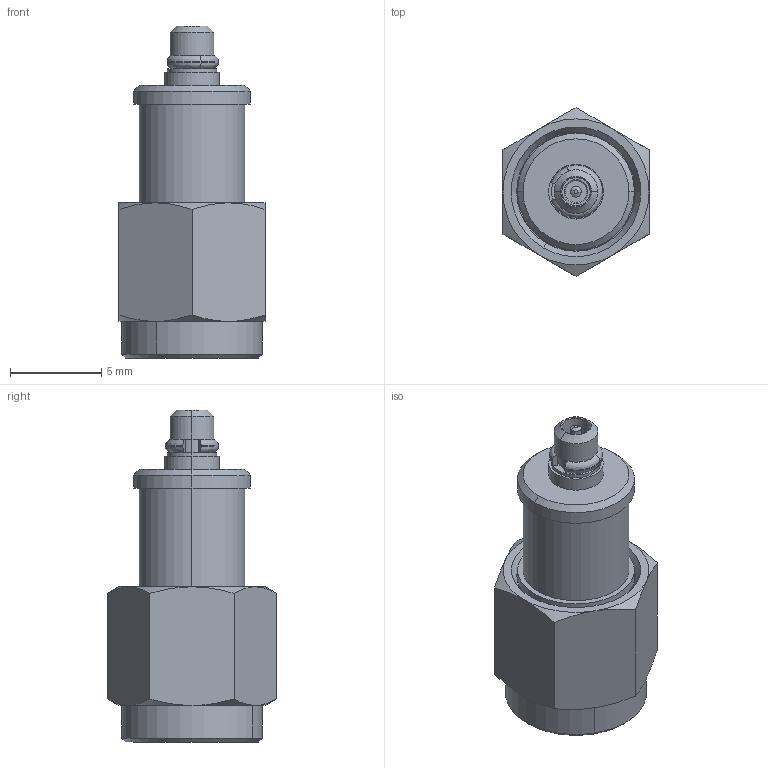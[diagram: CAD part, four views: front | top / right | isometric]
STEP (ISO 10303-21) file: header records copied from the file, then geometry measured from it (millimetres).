
FILE_DESCRIPTION (( 'STEP AP203' ), '1' );
FILE_NAME ('FMAD1306_3D.STEP', '2022-03-18T18:50:16', ( '' ), ( '' ), 'SwSTEP 2.0', 'SolidWorks 2021', '' );
FILE_SCHEMA (( 'CONFIG_CONTROL_DESIGN' ));
Length unit declared in the file: inch
Products named in the file (1): FMAD1306_3D
Bounding box: 8 x 9.24 x 18.18 mm (x, y, z)
Volume: 454.3 mm3; surface area: 1054.3 mm2
Topology: 5 solids, 6 shells, 338 faces, 960 edges, 607 vertices
Faces by surface type: plane 133, cylinder 115, cone 78, bspline 12
Entity records: 11694 total; most frequent: CARTESIAN_POINT 2797, ORIENTED_EDGE 1912, DIRECTION 1777, EDGE_CURVE 956, AXIS2_PLACEMENT_3D 651, VERTEX_POINT 607, VECTOR 475, LINE 475
